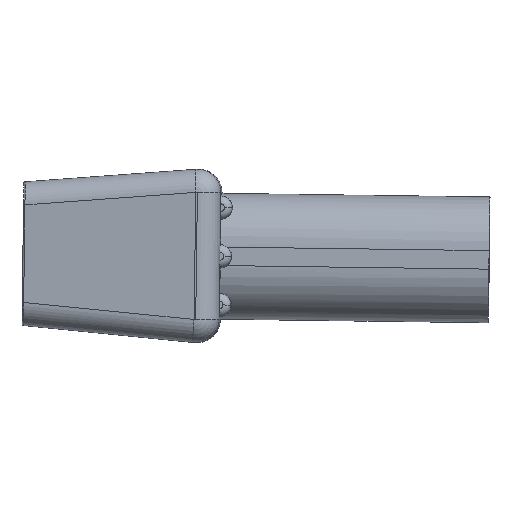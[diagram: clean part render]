
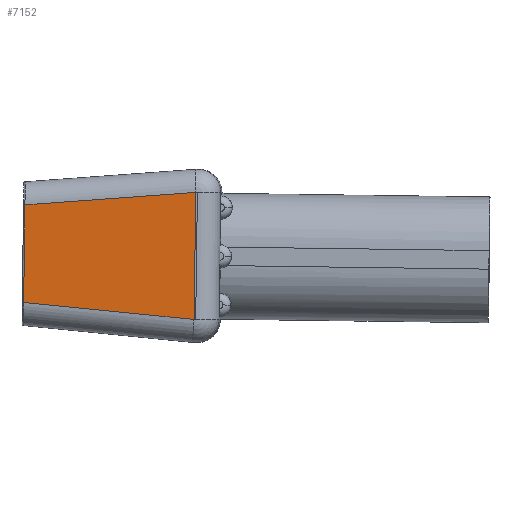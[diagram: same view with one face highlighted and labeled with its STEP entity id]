
A CAD part, left-side view. The second image highlights one B-rep face of the part: STEP entity #7152.
In plain terms, the highlighted face is planar.
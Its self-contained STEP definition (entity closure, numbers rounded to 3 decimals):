
#168 = LINE ( 'NONE', #27443, #19564 ) ;
#1009 = DIRECTION ( 'NONE',  ( -0.07, -0.994, -0.086 ) ) ;
#1171 = VECTOR ( 'NONE', #10610, 1000. ) ;
#2264 = DIRECTION ( 'NONE',  ( 0.998, -0.07, 0. ) ) ;
#2415 = ORIENTED_EDGE ( 'NONE', *, *, #23184, .T. ) ;
#5967 = LINE ( 'NONE', #27794, #1171 ) ;
#7152 = ADVANCED_FACE ( 'NONE', ( #18684 ), #29947, .F. ) ;
#7335 = CARTESIAN_POINT ( 'NONE',  ( 1.8, 25.5, 0. ) ) ;
#8358 = VECTOR ( 'NONE', #21308, 1000. ) ;
#8359 = VERTEX_POINT ( 'NONE', #10636 ) ;
#8466 = EDGE_CURVE ( 'NONE', #8359, #11717, #12347, .T. ) ;
#8621 = CARTESIAN_POINT ( 'NONE',  ( 1.769, 25.057, 5.155 ) ) ;
#9901 = DIRECTION ( 'NONE',  ( 0.07, 0.998, 0. ) ) ;
#10257 = EDGE_CURVE ( 'NONE', #20248, #19758, #5967, .T. ) ;
#10610 = DIRECTION ( 'NONE',  ( 0.07, 0.994, -0.086 ) ) ;
#10636 = CARTESIAN_POINT ( 'NONE',  ( 1.787, 25.314, 5.177 ) ) ;
#11717 = VERTEX_POINT ( 'NONE', #22314 ) ;
#12347 = LINE ( 'NONE', #8621, #30831 ) ;
#12395 = DIRECTION ( 'NONE',  ( 0., 0., 1. ) ) ;
#13709 = AXIS2_PLACEMENT_3D ( 'NONE', #7335, #2264, #9901 ) ;
#15871 = LINE ( 'NONE', #30876, #8358 ) ;
#17676 = EDGE_CURVE ( 'NONE', #11717, #20248, #168, .T. ) ;
#18684 = FACE_OUTER_BOUND ( 'NONE', #20595, .T. ) ;
#18711 = ORIENTED_EDGE ( 'NONE', *, *, #17676, .T. ) ;
#19564 = VECTOR ( 'NONE', #12395, 1000. ) ;
#19758 = VERTEX_POINT ( 'NONE', #30209 ) ;
#20248 = VERTEX_POINT ( 'NONE', #21651 ) ;
#20595 = EDGE_LOOP ( 'NONE', ( #23325, #2415, #24655, #18711 ) ) ;
#21308 = DIRECTION ( 'NONE',  ( 0., 0., -1. ) ) ;
#21651 = CARTESIAN_POINT ( 'NONE',  ( 0.227, 3.211, 19.73 ) ) ;
#22314 = CARTESIAN_POINT ( 'NONE',  ( 0.227, 3.211, 3.27 ) ) ;
#23184 = EDGE_CURVE ( 'NONE', #19758, #8359, #15871, .T. ) ;
#23325 = ORIENTED_EDGE ( 'NONE', *, *, #10257, .T. ) ;
#24655 = ORIENTED_EDGE ( 'NONE', *, *, #8466, .T. ) ;
#27443 = CARTESIAN_POINT ( 'NONE',  ( 0.227, 3.211, 0. ) ) ;
#27794 = CARTESIAN_POINT ( 'NONE',  ( 1.907, 27.017, 17.676 ) ) ;
#29947 = PLANE ( 'NONE',  #13709 ) ;
#30209 = CARTESIAN_POINT ( 'NONE',  ( 1.787, 25.314, 17.823 ) ) ;
#30831 = VECTOR ( 'NONE', #1009, 1000. ) ;
#30876 = CARTESIAN_POINT ( 'NONE',  ( 1.787, 25.314, 0. ) ) ;
